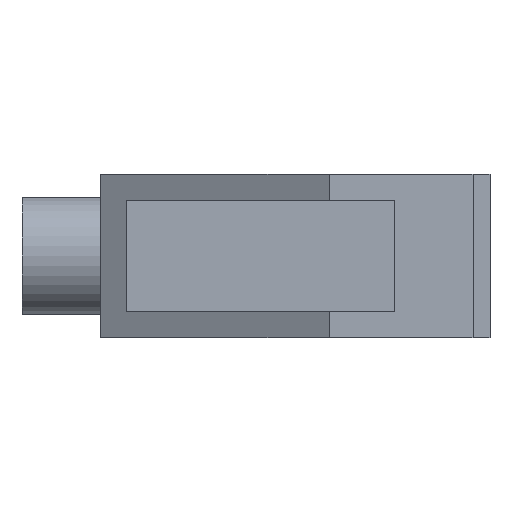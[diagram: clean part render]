
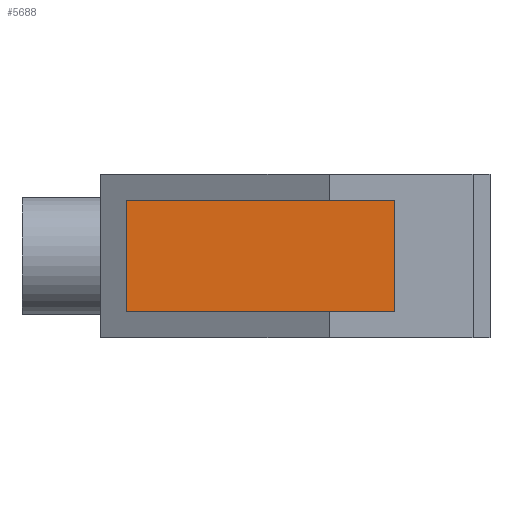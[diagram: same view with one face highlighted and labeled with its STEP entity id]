
A CAD part, left-side view. The second image highlights one B-rep face of the part: STEP entity #5688.
In plain terms, the highlighted planar face has unit normal (-1, 0, 0).
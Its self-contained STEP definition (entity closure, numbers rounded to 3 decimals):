
#88 = DIRECTION ( 'NONE',  ( 0., 1., 0. ) ) ;
#165 = VECTOR ( 'NONE', #88, 1000. ) ;
#744 = VERTEX_POINT ( 'NONE', #2380 ) ;
#771 = VERTEX_POINT ( 'NONE', #2253 ) ;
#843 = ORIENTED_EDGE ( 'NONE', *, *, #3554, .T. ) ;
#1003 = VECTOR ( 'NONE', #3744, 1000. ) ;
#1058 = DIRECTION ( 'NONE',  ( 0., 0., -1. ) ) ;
#1216 = VERTEX_POINT ( 'NONE', #4457 ) ;
#1406 = VECTOR ( 'NONE', #4957, 1000. ) ;
#1544 = LINE ( 'NONE', #5057, #1406 ) ;
#1599 = EDGE_LOOP ( 'NONE', ( #843, #4832, #2801, #4818 ) ) ;
#1667 = FACE_OUTER_BOUND ( 'NONE', #1599, .T. ) ;
#2253 = CARTESIAN_POINT ( 'NONE',  ( -70., 15., -4.25 ) ) ;
#2380 = CARTESIAN_POINT ( 'NONE',  ( -70., -5.5, -4.25 ) ) ;
#2801 = ORIENTED_EDGE ( 'NONE', *, *, #4097, .T. ) ;
#3149 = VERTEX_POINT ( 'NONE', #5529 ) ;
#3554 = EDGE_CURVE ( 'NONE', #771, #744, #4593, .T. ) ;
#3681 = CARTESIAN_POINT ( 'NONE',  ( -70., 15., -4.25 ) ) ;
#3711 = LINE ( 'NONE', #5975, #165 ) ;
#3744 = DIRECTION ( 'NONE',  ( 0., -1., 0. ) ) ;
#3931 = EDGE_CURVE ( 'NONE', #1216, #771, #4736, .T. ) ;
#4097 = EDGE_CURVE ( 'NONE', #3149, #1216, #3711, .T. ) ;
#4293 = EDGE_CURVE ( 'NONE', #744, #3149, #1544, .T. ) ;
#4457 = CARTESIAN_POINT ( 'NONE',  ( -70., 15., 4.25 ) ) ;
#4593 = LINE ( 'NONE', #3681, #1003 ) ;
#4736 = LINE ( 'NONE', #5197, #5931 ) ;
#4818 = ORIENTED_EDGE ( 'NONE', *, *, #3931, .T. ) ;
#4832 = ORIENTED_EDGE ( 'NONE', *, *, #4293, .T. ) ;
#4957 = DIRECTION ( 'NONE',  ( 0., 0., 1. ) ) ;
#5056 = AXIS2_PLACEMENT_3D ( 'NONE', #5433, #5250, #5382 ) ;
#5057 = CARTESIAN_POINT ( 'NONE',  ( -70., -5.5, -4.25 ) ) ;
#5197 = CARTESIAN_POINT ( 'NONE',  ( -70., 15., -4.25 ) ) ;
#5250 = DIRECTION ( 'NONE',  ( -1., 0., 0. ) ) ;
#5382 = DIRECTION ( 'NONE',  ( 0., 0., 1. ) ) ;
#5388 = PLANE ( 'NONE',  #5056 ) ;
#5433 = CARTESIAN_POINT ( 'NONE',  ( -70., -5.5, -4.25 ) ) ;
#5529 = CARTESIAN_POINT ( 'NONE',  ( -70., -5.5, 4.25 ) ) ;
#5688 = ADVANCED_FACE ( 'NONE', ( #1667 ), #5388, .T. ) ;
#5931 = VECTOR ( 'NONE', #1058, 1000. ) ;
#5975 = CARTESIAN_POINT ( 'NONE',  ( -70., 15., 4.25 ) ) ;
